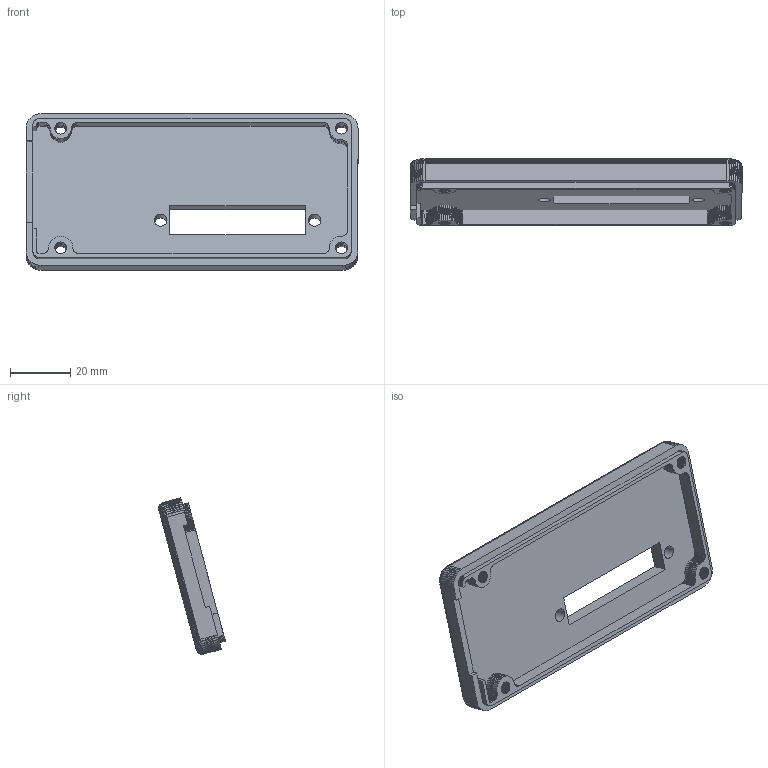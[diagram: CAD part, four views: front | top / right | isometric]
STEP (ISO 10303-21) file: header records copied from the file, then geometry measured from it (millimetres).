
FILE_DESCRIPTION(/* description */ (''),/* implementation_level */ '2;1');
FILE_NAME(/* name */ 'display_rear_cover.step',/* time_stamp */ '2024-03-31T13:07:01+02:00',/* author */ (''),/* organization */ (''),/* preprocessor_version */ 'ST-DEVELOPER v20',/* originating_system */ 'Autodesk Translation Framework v12.20.1.177',/* authorisation */ '');
FILE_SCHEMA (('AUTOMOTIVE_DESIGN { 1 0 10303 214 3 1 1 }'));
Products named in the file (4): open_trickler_v1.3.2; Bigtreetech Mini12864 V1.0-3D v1; Housing; Rear_Cover
Assembly tree (3 placements, depth 4):
  open_trickler_v1.3.2
    Bigtreetech Mini12864 V1.0-3D v1
      Housing
        Rear_Cover
Bounding box: 110 x 22.07 x 51.84 mm (x, y, z)
Volume: 29146.5 mm3; surface area: 15953.8 mm2
Topology: 1 solids, 1 shells, 3021 faces, 5079 edges, 2060 vertices
Faces by surface type: plane 3019, cylinder 2
Full cylindrical faces by diameter (mm): 4.2 x2
Entity records: 63974 total; most frequent: DIRECTION 11139, CARTESIAN_POINT 10167, ORIENTED_EDGE 10158, EDGE_CURVE 5079, LINE 5075, VECTOR 5075, EDGE_LOOP 3035, AXIS2_PLACEMENT_3D 3032
